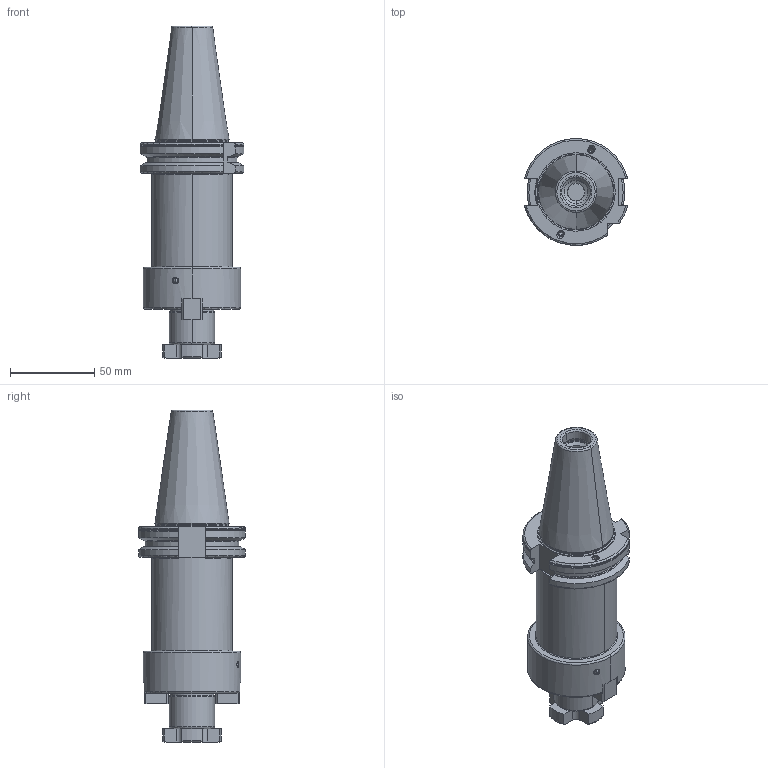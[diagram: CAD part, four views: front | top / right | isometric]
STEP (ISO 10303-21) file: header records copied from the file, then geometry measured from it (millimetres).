
FILE_DESCRIPTION((''),'2;1');
FILE_NAME('DC_403_11_27_1','2020-11-30T',('101107'),(''),'CREO PARAMETRIC BY PTC INC, 2016260','CREO PARAMETRIC BY PTC INC, 2016260','');
FILE_SCHEMA(('CONFIG_CONTROL_DESIGN'));
Length unit declared in the file: millimetre
Products named in the file (1): DC_403_11_27_1
Bounding box: 61.48 x 63.54 x 197.4 mm (x, y, z)
Volume: 275299.4 mm3; surface area: 46656.2 mm2
Topology: 1 solids, 10 shells, 408 faces, 978 edges, 581 vertices
Faces by surface type: cone 119, plane 117, cylinder 108, torus 56, sphere 8
Entity records: 12458 total; most frequent: CARTESIAN_POINT 2967, DIRECTION 2074, ORIENTED_EDGE 1912, EDGE_CURVE 956, AXIS2_PLACEMENT_3D 816, VERTEX_POINT 581, VECTOR 442, LINE 442
